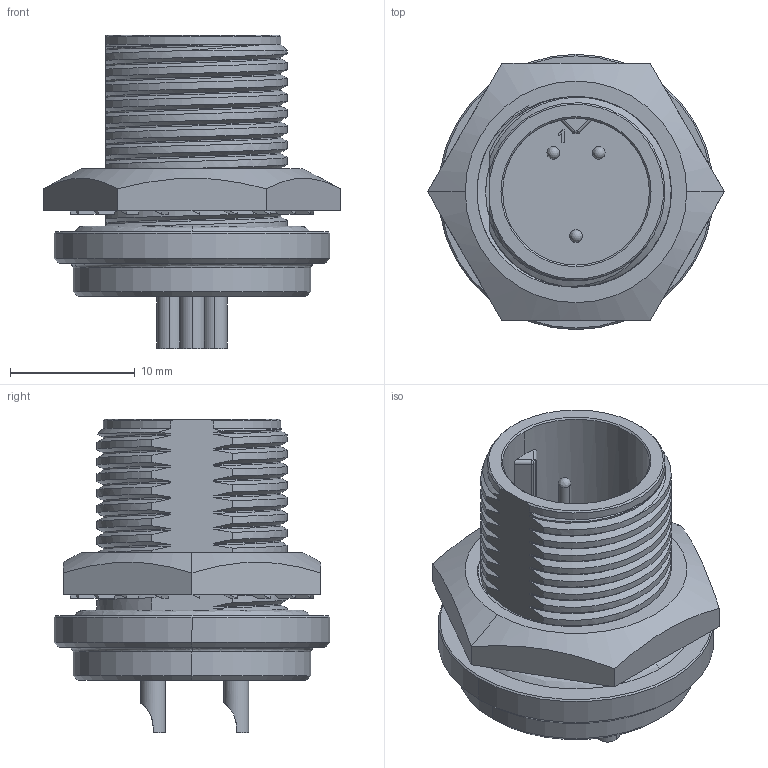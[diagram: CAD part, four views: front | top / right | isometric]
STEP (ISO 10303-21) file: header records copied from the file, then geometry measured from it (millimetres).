
FILE_DESCRIPTION (( 'STEP AP203' ), '1' );
FILE_NAME ('SF7282-3PG-3ES.STEP', '2012-08-29T14:41:43', ( '21FPBF1' ), ( 'Conxall' ), 'SwSTEP 2.0', 'SolidWorks 2011', '' );
FILE_SCHEMA (( 'CONFIG_CONTROL_DESIGN' ));
Length unit declared in the file: inch
Products named in the file (1): SF7282-3PG-3ES
Bounding box: 23.82 x 22.1 x 25.2 mm (x, y, z)
Volume: 4007.6 mm3; surface area: 3383.4 mm2
Topology: 2 solids, 2 shells, 286 faces, 711 edges, 455 vertices
Faces by surface type: plane 172, bspline 50, cylinder 45, cone 19
Entity records: 24601 total; most frequent: CARTESIAN_POINT 18235, ORIENTED_EDGE 1410, DIRECTION 1115, EDGE_CURVE 705, LINE 463, VECTOR 463, VERTEX_POINT 455, AXIS2_PLACEMENT_3D 326
